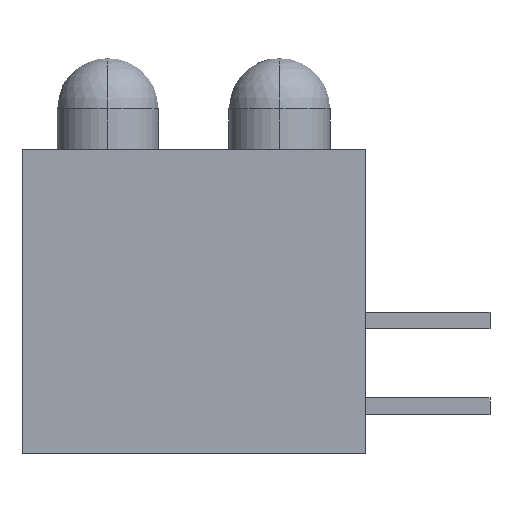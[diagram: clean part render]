
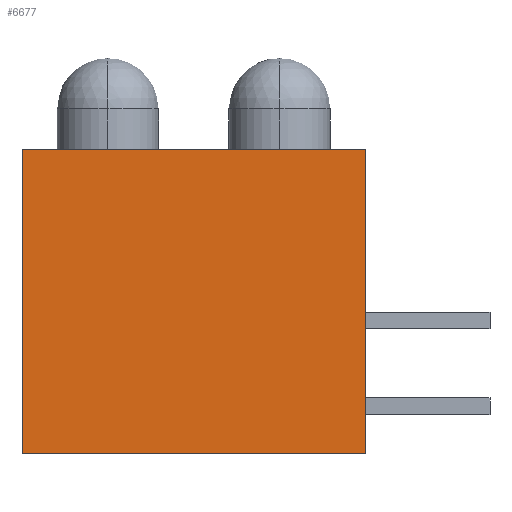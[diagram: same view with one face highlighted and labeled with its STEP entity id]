
A CAD part, left-side view. The second image highlights one B-rep face of the part: STEP entity #6677.
In plain terms, the highlighted planar face has unit normal (-1, 0, 0).
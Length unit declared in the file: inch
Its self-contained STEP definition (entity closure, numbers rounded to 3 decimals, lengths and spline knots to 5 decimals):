
#2490=DIRECTION('',(0.,0.,1.));
#2491=VECTOR('',#2490,0.355);
#2492=CARTESIAN_POINT('',(0.,0.,-0.355));
#2493=LINE('',#2492,#2491);
#2494=DIRECTION('',(0.,0.,-1.));
#2495=VECTOR('',#2494,0.355);
#2496=CARTESIAN_POINT('',(0.,0.4,0.));
#2497=LINE('',#2496,#2495);
#2498=DIRECTION('',(0.,-1.,0.));
#2499=VECTOR('',#2498,0.4);
#2500=CARTESIAN_POINT('',(0.,0.4,0.));
#2501=LINE('',#2500,#2499);
#2510=DIRECTION('',(0.,-1.,0.));
#2511=VECTOR('',#2510,0.4);
#2512=CARTESIAN_POINT('',(0.,0.4,-0.355));
#2513=LINE('',#2512,#2511);
#2837=CARTESIAN_POINT('',(0.,0.4,0.));
#2839=VERTEX_POINT('',#2837);
#2842=CARTESIAN_POINT('',(0.,0.4,-0.355));
#2843=VERTEX_POINT('',#2842);
#3056=CARTESIAN_POINT('',(0.,0.,0.));
#3058=VERTEX_POINT('',#3056);
#3064=CARTESIAN_POINT('',(0.,0.,-0.355));
#3066=VERTEX_POINT('',#3064);
#6665=CARTESIAN_POINT('',(0.,0.21,0.));
#6666=DIRECTION('',(-1.,0.,0.));
#6667=DIRECTION('',(0.,-1.,0.));
#6668=AXIS2_PLACEMENT_3D('',#6665,#6666,#6667);
#6669=PLANE('',#6668);
#6670=ORIENTED_EDGE('',*,*,#3634,.F.);
#6672=ORIENTED_EDGE('',*,*,#6671,.F.);
#6673=ORIENTED_EDGE('',*,*,#4141,.F.);
#6674=ORIENTED_EDGE('',*,*,#3515,.T.);
#6675=EDGE_LOOP('',(#6670,#6672,#6673,#6674));
#6676=FACE_OUTER_BOUND('',#6675,.F.);
#6677=ADVANCED_FACE('',(#6676),#6669,.T.);
#3515=EDGE_CURVE('',#2839,#3058,#2501,.T.);
#3634=EDGE_CURVE('',#3066,#3058,#2493,.T.);
#4141=EDGE_CURVE('',#2839,#2843,#2497,.T.);
#6671=EDGE_CURVE('',#2843,#3066,#2513,.T.);
